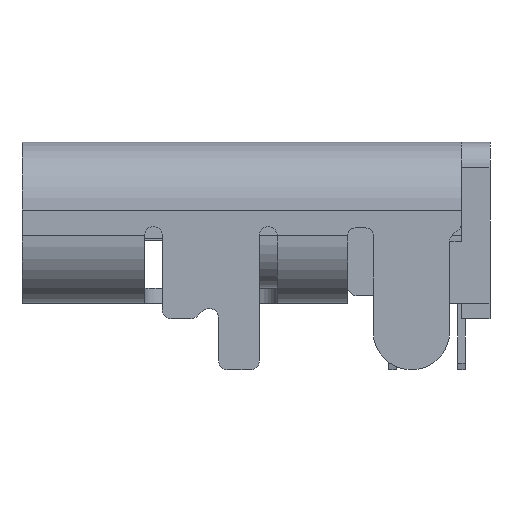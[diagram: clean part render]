
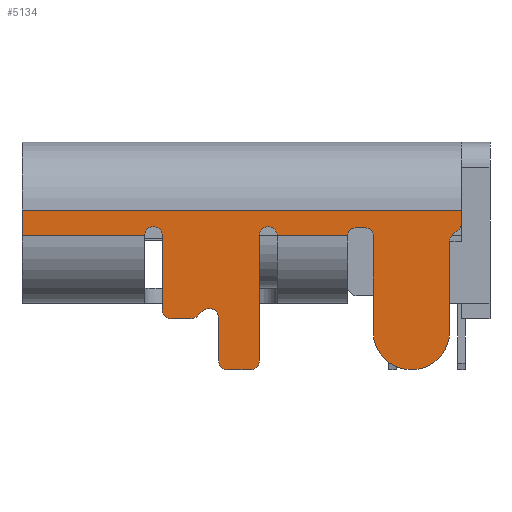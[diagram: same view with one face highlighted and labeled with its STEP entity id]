
A CAD part, front view. The second image highlights one B-rep face of the part: STEP entity #5134.
In plain terms, the highlighted planar face has unit normal (0, -1, 0).
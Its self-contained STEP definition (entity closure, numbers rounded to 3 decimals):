
#2092 = VERTEX_POINT('',#2093);
#2093 = CARTESIAN_POINT('',(-2.185,-4.47,1.63));
#2114 = EDGE_CURVE('',#2115,#2092,#2117,.T.);
#2115 = VERTEX_POINT('',#2116);
#2116 = CARTESIAN_POINT('',(-1.835,-4.47,1.63));
#2117 = CIRCLE('',#2118,0.175);
#2118 = AXIS2_PLACEMENT_3D('',#2119,#2120,#2121);
#2119 = CARTESIAN_POINT('',(-2.01,-4.47,1.63));
#2120 = DIRECTION('',(0.,-1.,0.));
#2121 = DIRECTION('',(1.,0.,0.));
#2157 = VERTEX_POINT('',#2158);
#2158 = CARTESIAN_POINT('',(-1.835,-4.47,0.175));
#2164 = EDGE_CURVE('',#2115,#2157,#2165,.T.);
#2165 = LINE('',#2166,#2167);
#2166 = CARTESIAN_POINT('',(-1.835,-4.47,0.));
#2167 = VECTOR('',#2168,1.);
#2168 = DIRECTION('',(0.,0.,-1.));
#2189 = VERTEX_POINT('',#2190);
#2190 = CARTESIAN_POINT('',(-1.66,-4.47,0.));
#2196 = EDGE_CURVE('',#2157,#2189,#2197,.T.);
#2197 = CIRCLE('',#2198,0.175);
#2198 = AXIS2_PLACEMENT_3D('',#2199,#2200,#2201);
#2199 = CARTESIAN_POINT('',(-1.66,-4.47,0.175));
#2200 = DIRECTION('',(0.,-1.,0.));
#2201 = DIRECTION('',(1.,0.,0.));
#2221 = VERTEX_POINT('',#2222);
#2222 = CARTESIAN_POINT('',(-1.277,-4.47,0.));
#2228 = EDGE_CURVE('',#2189,#2221,#2229,.T.);
#2229 = LINE('',#2230,#2231);
#2230 = CARTESIAN_POINT('',(0.,-4.47,0.)
  );
#2231 = VECTOR('',#2232,1.);
#2232 = DIRECTION('',(1.,0.,0.));
#2253 = VERTEX_POINT('',#2254);
#2254 = CARTESIAN_POINT('',(-1.154,-4.47,0.051));
#2260 = EDGE_CURVE('',#2221,#2253,#2261,.T.);
#2261 = CIRCLE('',#2262,0.175);
#2262 = AXIS2_PLACEMENT_3D('',#2263,#2264,#2265);
#2263 = CARTESIAN_POINT('',(-1.277,-4.47,0.175));
#2264 = DIRECTION('',(0.,-1.,0.));
#2265 = DIRECTION('',(1.,0.,0.));
#2285 = VERTEX_POINT('',#2286);
#2286 = CARTESIAN_POINT('',(-1.056,-4.47,0.149));
#2292 = EDGE_CURVE('',#2253,#2285,#2293,.T.);
#2293 = LINE('',#2294,#2295);
#2294 = CARTESIAN_POINT('',(-0.603,-4.47,0.603));
#2295 = VECTOR('',#2296,1.);
#2296 = DIRECTION('',(0.707,0.,0.707)
  );
#2306 = EDGE_CURVE('',#2285,#2307,#2309,.T.);
#2307 = VERTEX_POINT('',#2308);
#2308 = CARTESIAN_POINT('',(-0.933,-4.47,0.2));
#2309 = CIRCLE('',#2310,0.175);
#2310 = AXIS2_PLACEMENT_3D('',#2311,#2312,#2313);
#2311 = CARTESIAN_POINT('',(-0.933,-4.47,0.025));
#2312 = DIRECTION('',(0.,1.,0.));
#2313 = DIRECTION('',(1.,0.,0.));
#2349 = VERTEX_POINT('',#2350);
#2350 = CARTESIAN_POINT('',(-0.91,-4.47,0.2));
#2356 = EDGE_CURVE('',#2307,#2349,#2357,.T.);
#2357 = LINE('',#2358,#2359);
#2358 = CARTESIAN_POINT('',(0.,-4.47,0.2));
#2359 = VECTOR('',#2360,1.);
#2360 = DIRECTION('',(1.,0.,0.));
#2370 = EDGE_CURVE('',#2371,#2349,#2373,.T.);
#2371 = VERTEX_POINT('',#2372);
#2372 = CARTESIAN_POINT('',(-0.735,-4.47,0.025));
#2373 = CIRCLE('',#2374,0.175);
#2374 = AXIS2_PLACEMENT_3D('',#2375,#2376,#2377);
#2375 = CARTESIAN_POINT('',(-0.91,-4.47,0.025));
#2376 = DIRECTION('',(0.,-1.,0.));
#2377 = DIRECTION('',(1.,0.,0.));
#2413 = VERTEX_POINT('',#2414);
#2414 = CARTESIAN_POINT('',(-0.735,-4.47,-0.825));
#2420 = EDGE_CURVE('',#2371,#2413,#2421,.T.);
#2421 = LINE('',#2422,#2423);
#2422 = CARTESIAN_POINT('',(-0.735,-4.47,0.));
#2423 = VECTOR('',#2424,1.);
#2424 = DIRECTION('',(0.,0.,-1.));
#2445 = VERTEX_POINT('',#2446);
#2446 = CARTESIAN_POINT('',(-0.56,-4.47,-1.));
#2452 = EDGE_CURVE('',#2413,#2445,#2453,.T.);
#2453 = CIRCLE('',#2454,0.175);
#2454 = AXIS2_PLACEMENT_3D('',#2455,#2456,#2457);
#2455 = CARTESIAN_POINT('',(-0.56,-4.47,-0.825));
#2456 = DIRECTION('',(0.,-1.,0.));
#2457 = DIRECTION('',(1.,0.,0.));
#2477 = VERTEX_POINT('',#2478);
#2478 = CARTESIAN_POINT('',(-0.11,-4.47,-1.));
#2484 = EDGE_CURVE('',#2445,#2477,#2485,.T.);
#2485 = LINE('',#2486,#2487);
#2486 = CARTESIAN_POINT('',(0.,-4.47,-1.));
#2487 = VECTOR('',#2488,1.);
#2488 = DIRECTION('',(1.,0.,0.));
#2509 = VERTEX_POINT('',#2510);
#2510 = CARTESIAN_POINT('',(0.065,-4.47,-0.825));
#2516 = EDGE_CURVE('',#2477,#2509,#2517,.T.);
#2517 = CIRCLE('',#2518,0.175);
#2518 = AXIS2_PLACEMENT_3D('',#2519,#2520,#2521);
#2519 = CARTESIAN_POINT('',(-0.11,-4.47,-0.825));
#2520 = DIRECTION('',(0.,-1.,0.));
#2521 = DIRECTION('',(1.,0.,0.));
#2541 = VERTEX_POINT('',#2542);
#2542 = CARTESIAN_POINT('',(0.065,-4.47,1.63));
#2548 = EDGE_CURVE('',#2509,#2541,#2549,.T.);
#2549 = LINE('',#2550,#2551);
#2550 = CARTESIAN_POINT('',(0.065,-4.47,0.));
#2551 = VECTOR('',#2552,1.);
#2552 = DIRECTION('',(0.,0.,1.));
#2562 = EDGE_CURVE('',#2563,#2541,#2565,.T.);
#2563 = VERTEX_POINT('',#2564);
#2564 = CARTESIAN_POINT('',(0.415,-4.47,1.63));
#2565 = CIRCLE('',#2566,0.175);
#2566 = AXIS2_PLACEMENT_3D('',#2567,#2568,#2569);
#2567 = CARTESIAN_POINT('',(0.24,-4.47,1.63));
#2568 = DIRECTION('',(0.,-1.,0.));
#2569 = DIRECTION('',(1.,0.,0.));
#2679 = VERTEX_POINT('',#2680);
#2680 = CARTESIAN_POINT('',(1.795,-4.47,1.63));
#2701 = EDGE_CURVE('',#2702,#2679,#2704,.T.);
#2702 = VERTEX_POINT('',#2703);
#2703 = CARTESIAN_POINT('',(1.945,-4.47,1.78));
#2704 = CIRCLE('',#2705,0.15);
#2705 = AXIS2_PLACEMENT_3D('',#2706,#2707,#2708);
#2706 = CARTESIAN_POINT('',(1.945,-4.47,1.63));
#2707 = DIRECTION('',(0.,-1.,0.));
#2708 = DIRECTION('',(1.,0.,0.));
#2744 = VERTEX_POINT('',#2745);
#2745 = CARTESIAN_POINT('',(2.145,-4.47,1.78));
#2751 = EDGE_CURVE('',#2744,#2702,#2752,.T.);
#2752 = LINE('',#2753,#2754);
#2753 = CARTESIAN_POINT('',(2.145,-4.47,1.78));
#2754 = VECTOR('',#2755,1.);
#2755 = DIRECTION('',(-1.,0.,0.));
#2765 = EDGE_CURVE('',#2766,#2744,#2768,.T.);
#2766 = VERTEX_POINT('',#2767);
#2767 = CARTESIAN_POINT('',(2.295,-4.47,1.63));
#2768 = CIRCLE('',#2769,0.15);
#2769 = AXIS2_PLACEMENT_3D('',#2770,#2771,#2772);
#2770 = CARTESIAN_POINT('',(2.145,-4.47,1.63));
#2771 = DIRECTION('',(0.,-1.,0.));
#2772 = DIRECTION('',(1.,0.,0.));
#2808 = VERTEX_POINT('',#2809);
#2809 = CARTESIAN_POINT('',(2.295,-4.47,-0.25));
#2815 = EDGE_CURVE('',#2766,#2808,#2816,.T.);
#2816 = LINE('',#2817,#2818);
#2817 = CARTESIAN_POINT('',(2.295,-4.47,0.));
#2818 = VECTOR('',#2819,1.);
#2819 = DIRECTION('',(0.,0.,-1.));
#2840 = VERTEX_POINT('',#2841);
#2841 = CARTESIAN_POINT('',(3.795,-4.47,-0.25));
#2847 = EDGE_CURVE('',#2808,#2840,#2848,.T.);
#2848 = CIRCLE('',#2849,0.75);
#2849 = AXIS2_PLACEMENT_3D('',#2850,#2851,#2852);
#2850 = CARTESIAN_POINT('',(3.045,-4.47,-0.25));
#2851 = DIRECTION('',(0.,-1.,0.));
#2852 = DIRECTION('',(1.,0.,0.));
#2872 = VERTEX_POINT('',#2873);
#2873 = CARTESIAN_POINT('',(3.795,-4.47,1.516));
#2879 = EDGE_CURVE('',#2872,#2840,#2880,.T.);
#2880 = LINE('',#2881,#2882);
#2881 = CARTESIAN_POINT('',(3.795,-4.47,0.));
#2882 = VECTOR('',#2883,1.);
#2883 = DIRECTION('',(0.,0.,-1.));
#2893 = EDGE_CURVE('',#2872,#2894,#2896,.T.);
#2894 = VERTEX_POINT('',#2895);
#2895 = CARTESIAN_POINT('',(3.893,-4.47,1.688));
#2896 = CIRCLE('',#2897,0.2);
#2897 = AXIS2_PLACEMENT_3D('',#2898,#2899,#2900);
#2898 = CARTESIAN_POINT('',(3.995,-4.47,1.516));
#2899 = DIRECTION('',(0.,1.,0.));
#2900 = DIRECTION('',(1.,0.,0.));
#2936 = VERTEX_POINT('',#2937);
#2937 = CARTESIAN_POINT('',(3.927,-4.47,1.708));
#2943 = EDGE_CURVE('',#2894,#2936,#2944,.T.);
#2944 = LINE('',#2945,#2946);
#2945 = CARTESIAN_POINT('',(3.795,-4.47,1.63));
#2946 = VECTOR('',#2947,1.);
#2947 = DIRECTION('',(0.861,0.,0.509)
  );
#2968 = VERTEX_POINT('',#2969);
#2969 = CARTESIAN_POINT('',(4.025,-4.47,1.88));
#2975 = EDGE_CURVE('',#2936,#2968,#2976,.T.);
#2976 = CIRCLE('',#2977,0.2);
#2977 = AXIS2_PLACEMENT_3D('',#2978,#2979,#2980);
#2978 = CARTESIAN_POINT('',(3.825,-4.47,1.88));
#2979 = DIRECTION('',(0.,-1.,0.));
#2980 = DIRECTION('',(1.,0.,0.));
#3000 = VERTEX_POINT('',#3001);
#3001 = CARTESIAN_POINT('',(4.025,-4.47,2.13));
#3007 = EDGE_CURVE('',#2968,#3000,#3008,.T.);
#3008 = LINE('',#3009,#3010);
#3009 = CARTESIAN_POINT('',(4.025,-4.47,1.63));
#3010 = VECTOR('',#3011,1.);
#3011 = DIRECTION('',(0.,0.,1.));
#4221 = VERTEX_POINT('',#4222);
#4222 = CARTESIAN_POINT('',(-4.585,-4.47,2.13));
#4253 = VERTEX_POINT('',#4254);
#4254 = CARTESIAN_POINT('',(-4.585,-4.47,1.63));
#4260 = EDGE_CURVE('',#4253,#4221,#4261,.T.);
#4261 = LINE('',#4262,#4263);
#4262 = CARTESIAN_POINT('',(-4.585,-4.47,1.63));
#4263 = VECTOR('',#4264,1.);
#4264 = DIRECTION('',(0.,0.,1.));
#5044 = EDGE_CURVE('',#2679,#2563,#5045,.T.);
#5045 = LINE('',#5046,#5047);
#5046 = CARTESIAN_POINT('',(4.025,-4.47,1.63));
#5047 = VECTOR('',#5048,1.);
#5048 = DIRECTION('',(-1.,0.,0.));
#5059 = EDGE_CURVE('',#2092,#4253,#5060,.T.);
#5060 = LINE('',#5061,#5062);
#5061 = CARTESIAN_POINT('',(4.025,-4.47,1.63));
#5062 = VECTOR('',#5063,1.);
#5063 = DIRECTION('',(-1.,0.,0.));
#5123 = EDGE_CURVE('',#3000,#4221,#5124,.T.);
#5124 = LINE('',#5125,#5126);
#5125 = CARTESIAN_POINT('',(4.025,-4.47,2.13));
#5126 = VECTOR('',#5127,1.);
#5127 = DIRECTION('',(-1.,0.,0.));
#5134 = ADVANCED_FACE('',(#5135),#5166,.T.);
#5135 = FACE_BOUND('',#5136,.T.);
#5136 = EDGE_LOOP('',(#5137,#5138,#5139,#5140,#5141,#5142,#5143,#5144,
    #5145,#5146,#5147,#5148,#5149,#5150,#5151,#5152,#5153,#5154,#5155,
    #5156,#5157,#5158,#5159,#5160,#5161,#5162,#5163,#5164,#5165));
#5137 = ORIENTED_EDGE('',*,*,#2943,.T.);
#5138 = ORIENTED_EDGE('',*,*,#2975,.T.);
#5139 = ORIENTED_EDGE('',*,*,#3007,.T.);
#5140 = ORIENTED_EDGE('',*,*,#5123,.T.);
#5141 = ORIENTED_EDGE('',*,*,#4260,.F.);
#5142 = ORIENTED_EDGE('',*,*,#5059,.F.);
#5143 = ORIENTED_EDGE('',*,*,#2114,.F.);
#5144 = ORIENTED_EDGE('',*,*,#2164,.T.);
#5145 = ORIENTED_EDGE('',*,*,#2196,.T.);
#5146 = ORIENTED_EDGE('',*,*,#2228,.T.);
#5147 = ORIENTED_EDGE('',*,*,#2260,.T.);
#5148 = ORIENTED_EDGE('',*,*,#2292,.T.);
#5149 = ORIENTED_EDGE('',*,*,#2306,.T.);
#5150 = ORIENTED_EDGE('',*,*,#2356,.T.);
#5151 = ORIENTED_EDGE('',*,*,#2370,.F.);
#5152 = ORIENTED_EDGE('',*,*,#2420,.T.);
#5153 = ORIENTED_EDGE('',*,*,#2452,.T.);
#5154 = ORIENTED_EDGE('',*,*,#2484,.T.);
#5155 = ORIENTED_EDGE('',*,*,#2516,.T.);
#5156 = ORIENTED_EDGE('',*,*,#2548,.T.);
#5157 = ORIENTED_EDGE('',*,*,#2562,.F.);
#5158 = ORIENTED_EDGE('',*,*,#5044,.F.);
#5159 = ORIENTED_EDGE('',*,*,#2701,.F.);
#5160 = ORIENTED_EDGE('',*,*,#2751,.F.);
#5161 = ORIENTED_EDGE('',*,*,#2765,.F.);
#5162 = ORIENTED_EDGE('',*,*,#2815,.T.);
#5163 = ORIENTED_EDGE('',*,*,#2847,.T.);
#5164 = ORIENTED_EDGE('',*,*,#2879,.F.);
#5165 = ORIENTED_EDGE('',*,*,#2893,.T.);
#5166 = PLANE('',#5167);
#5167 = AXIS2_PLACEMENT_3D('',#5168,#5169,#5170);
#5168 = CARTESIAN_POINT('',(4.025,-4.47,1.63));
#5169 = DIRECTION('',(0.,-1.,0.));
#5170 = DIRECTION('',(1.,0.,0.));
